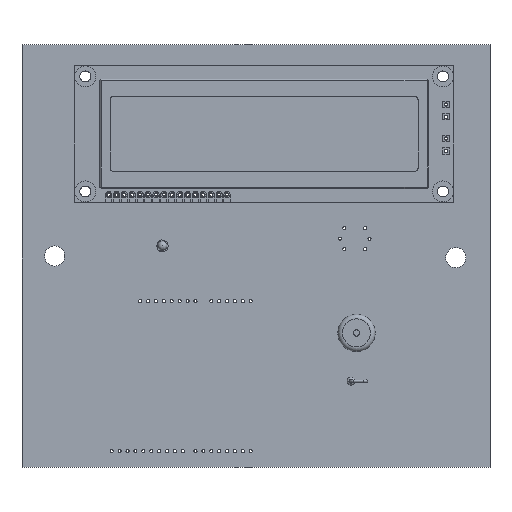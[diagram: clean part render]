
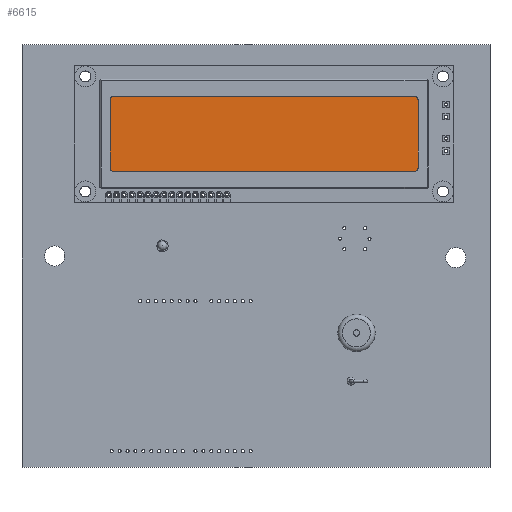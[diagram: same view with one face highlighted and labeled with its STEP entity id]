
A CAD part, top view. The second image highlights one B-rep face of the part: STEP entity #6615.
In plain terms, the highlighted planar face has unit normal (0, 0, 1).
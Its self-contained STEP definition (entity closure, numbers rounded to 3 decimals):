
#6375 = EDGE_CURVE('',#6376,#6378,#6380,.T.);
#6376 = VERTEX_POINT('',#6377);
#6377 = CARTESIAN_POINT('',(-66.5,-30.5,15.2));
#6378 = VERTEX_POINT('',#6379);
#6379 = CARTESIAN_POINT('',(-65.5,-31.5,15.2));
#6380 = CIRCLE('',#6381,1.);
#6381 = AXIS2_PLACEMENT_3D('',#6382,#6383,#6384);
#6382 = CARTESIAN_POINT('',(-65.5,-30.5,15.2));
#6383 = DIRECTION('',(-0.,0.,1.));
#6384 = DIRECTION('',(0.,-1.,0.));
#6386 = EDGE_CURVE('',#6376,#6387,#6389,.T.);
#6387 = VERTEX_POINT('',#6388);
#6388 = CARTESIAN_POINT('',(-66.5,-8.5,15.2));
#6389 = LINE('',#6390,#6391);
#6390 = CARTESIAN_POINT('',(-66.5,-31.5,15.2));
#6391 = VECTOR('',#6392,1.);
#6392 = DIRECTION('',(0.,1.,0.));
#6394 = EDGE_CURVE('',#6387,#6395,#6397,.T.);
#6395 = VERTEX_POINT('',#6396);
#6396 = CARTESIAN_POINT('',(-65.5,-7.5,15.2));
#6397 = CIRCLE('',#6398,1.);
#6398 = AXIS2_PLACEMENT_3D('',#6399,#6400,#6401);
#6399 = CARTESIAN_POINT('',(-65.5,-8.5,15.2));
#6400 = DIRECTION('',(-0.,-0.,-1.));
#6401 = DIRECTION('',(0.,-1.,0.));
#6403 = EDGE_CURVE('',#6395,#6404,#6406,.T.);
#6404 = VERTEX_POINT('',#6405);
#6405 = CARTESIAN_POINT('',(31.5,-7.5,15.2));
#6406 = LINE('',#6407,#6408);
#6407 = CARTESIAN_POINT('',(-66.5,-7.5,15.2));
#6408 = VECTOR('',#6409,1.);
#6409 = DIRECTION('',(1.,0.,0.));
#6411 = EDGE_CURVE('',#6412,#6404,#6414,.T.);
#6412 = VERTEX_POINT('',#6413);
#6413 = CARTESIAN_POINT('',(32.5,-8.5,15.2));
#6414 = CIRCLE('',#6415,1.);
#6415 = AXIS2_PLACEMENT_3D('',#6416,#6417,#6418);
#6416 = CARTESIAN_POINT('',(31.5,-8.5,15.2));
#6417 = DIRECTION('',(-0.,0.,1.));
#6418 = DIRECTION('',(0.,-1.,0.));
#6420 = EDGE_CURVE('',#6421,#6412,#6423,.T.);
#6421 = VERTEX_POINT('',#6422);
#6422 = CARTESIAN_POINT('',(32.5,-30.5,15.2));
#6423 = LINE('',#6424,#6425);
#6424 = CARTESIAN_POINT('',(32.5,-31.5,15.2));
#6425 = VECTOR('',#6426,1.);
#6426 = DIRECTION('',(0.,1.,0.));
#6428 = EDGE_CURVE('',#6429,#6421,#6431,.T.);
#6429 = VERTEX_POINT('',#6430);
#6430 = CARTESIAN_POINT('',(31.5,-31.5,15.2));
#6431 = CIRCLE('',#6432,1.);
#6432 = AXIS2_PLACEMENT_3D('',#6433,#6434,#6435);
#6433 = CARTESIAN_POINT('',(31.5,-30.5,15.2));
#6434 = DIRECTION('',(-0.,0.,1.));
#6435 = DIRECTION('',(0.,-1.,0.));
#6437 = EDGE_CURVE('',#6378,#6429,#6438,.T.);
#6438 = LINE('',#6439,#6440);
#6439 = CARTESIAN_POINT('',(-66.5,-31.5,15.2));
#6440 = VECTOR('',#6441,1.);
#6441 = DIRECTION('',(1.,0.,0.));
#6615 = ADVANCED_FACE('',(#6616),#6626,.T.);
#6616 = FACE_BOUND('',#6617,.T.);
#6617 = EDGE_LOOP('',(#6618,#6619,#6620,#6621,#6622,#6623,#6624,#6625));
#6618 = ORIENTED_EDGE('',*,*,#6420,.T.);
#6619 = ORIENTED_EDGE('',*,*,#6411,.T.);
#6620 = ORIENTED_EDGE('',*,*,#6403,.F.);
#6621 = ORIENTED_EDGE('',*,*,#6394,.F.);
#6622 = ORIENTED_EDGE('',*,*,#6386,.F.);
#6623 = ORIENTED_EDGE('',*,*,#6375,.T.);
#6624 = ORIENTED_EDGE('',*,*,#6437,.T.);
#6625 = ORIENTED_EDGE('',*,*,#6428,.T.);
#6626 = PLANE('',#6627);
#6627 = AXIS2_PLACEMENT_3D('',#6628,#6629,#6630);
#6628 = CARTESIAN_POINT('',(-66.5,-31.5,15.2));
#6629 = DIRECTION('',(0.,0.,1.));
#6630 = DIRECTION('',(1.,0.,-0.));
